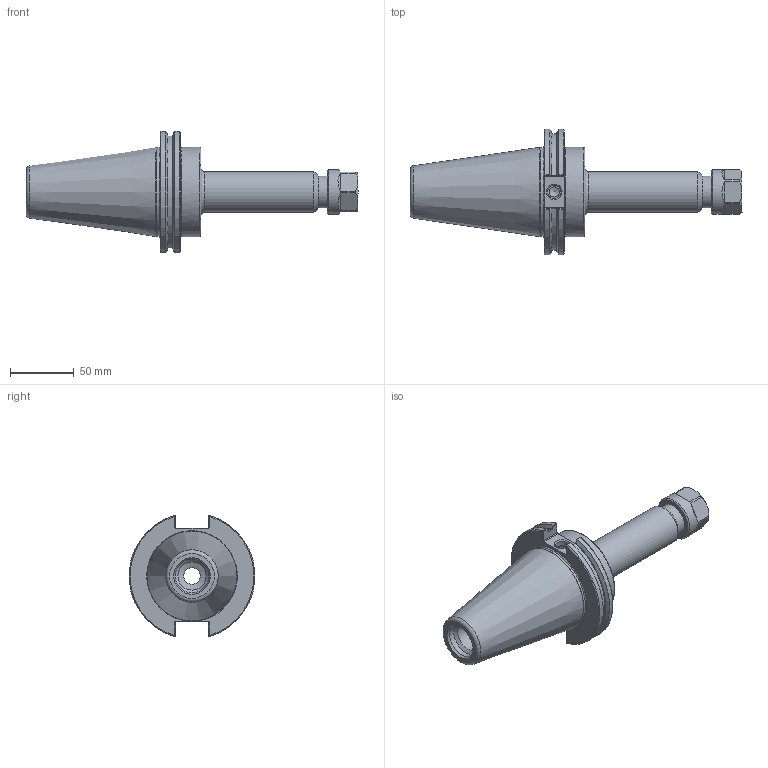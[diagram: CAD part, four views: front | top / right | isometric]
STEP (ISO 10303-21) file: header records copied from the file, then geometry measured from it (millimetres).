
FILE_DESCRIPTION((''),'2;1');
FILE_NAME('C50-20ER622CN.stp','2014-07-31T10:48:48',('kaykin'),(''),'Autodesk Inventor 2012','Autodesk Inventor 2012','');
FILE_SCHEMA(('AUTOMOTIVE_DESIGN { 1 0 10303 214 1 1 1 1 }'));
Length unit declared in the file: inch
Products named in the file (3): C50-20ER622CN; C50-20ER6-1; 20ERHCN
Assembly tree (2 placements, depth 2):
  C50-20ER622CN
    C50-20ER6-1
    20ERHCN
Bounding box: 259.59 x 98.06 x 94.71 mm (x, y, z)
Volume: 449647.8 mm3; surface area: 68599.1 mm2
Topology: 2 solids, 2 shells, 132 faces, 341 edges, 218 vertices
Faces by surface type: plane 50, cylinder 34, cone 29, torus 11, bspline 8
Full cylindrical faces by diameter (mm): 8 x1, 10.135 x1, 12.751 x1, 14.478 x1, 15.76 x1, 20.83 x1, 21.971 x1, 23.5 x1, 25 x1, 26 x1, 26.365 x1, 31.75 x1, 35 x1, 69.342 x1, 69.85 x1
Entity records: 4858 total; most frequent: CARTESIAN_POINT 1763, ORIENTED_EDGE 594, DIRECTION 580, EDGE_CURVE 297, AXIS2_PLACEMENT_3D 236, VERTEX_POINT 209, EDGE_LOOP 176, FACE_OUTER_BOUND 132
